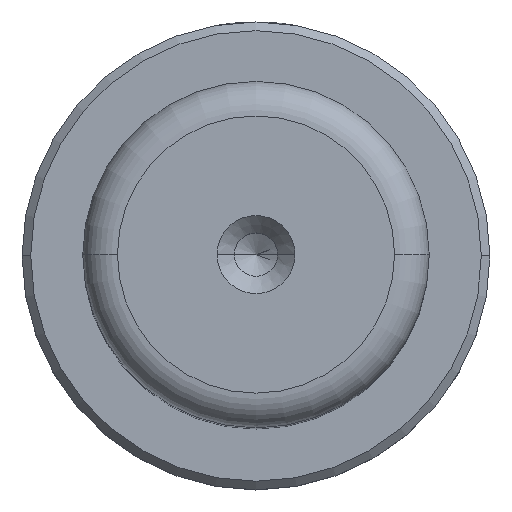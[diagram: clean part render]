
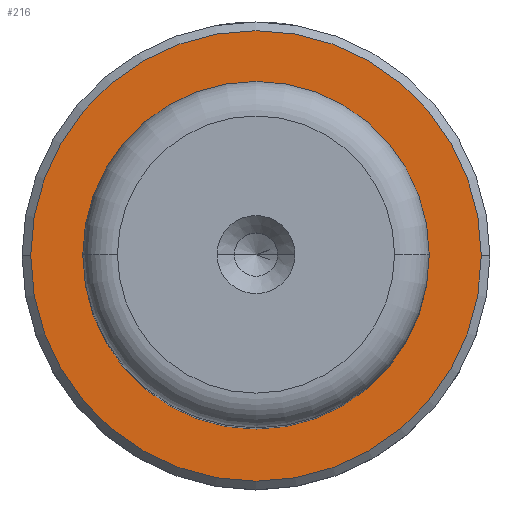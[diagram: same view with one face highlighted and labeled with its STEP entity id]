
A CAD part, top view. The second image highlights one B-rep face of the part: STEP entity #216.
In plain terms, the highlighted planar face has unit normal (0, 0, 1).
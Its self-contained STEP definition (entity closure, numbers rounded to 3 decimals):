
#162 = DIRECTION ( 'NONE',  ( 0., 0., -1. ) ) ;
#163 = VERTEX_POINT ( 'NONE', #859 ) ;
#216 = ADVANCED_FACE ( 'NONE', ( #471, #861 ), #1879, .T. ) ;
#279 = ORIENTED_EDGE ( 'NONE', *, *, #1920, .T. ) ;
#386 = CARTESIAN_POINT ( 'NONE',  ( 9.495, 0., 18. ) ) ;
#445 = EDGE_LOOP ( 'NONE', ( #762, #279 ) ) ;
#471 = FACE_OUTER_BOUND ( 'NONE', #1487, .T. ) ;
#611 = AXIS2_PLACEMENT_3D ( 'NONE', #1763, #796, #1922 ) ;
#630 = DIRECTION ( 'NONE',  ( 0., 0., 1. ) ) ;
#697 = DIRECTION ( 'NONE',  ( 0., 0., -1. ) ) ;
#754 = AXIS2_PLACEMENT_3D ( 'NONE', #1581, #630, #1755 ) ;
#762 = ORIENTED_EDGE ( 'NONE', *, *, #1089, .T. ) ;
#796 = DIRECTION ( 'NONE',  ( 0., 0., 1. ) ) ;
#846 = EDGE_CURVE ( 'NONE', #163, #1899, #2064, .T. ) ;
#859 = CARTESIAN_POINT ( 'NONE',  ( 13., 0., 18. ) ) ;
#861 = FACE_BOUND ( 'NONE', #445, .T. ) ;
#903 = DIRECTION ( 'NONE',  ( 0., 0., 1. ) ) ;
#1037 = AXIS2_PLACEMENT_3D ( 'NONE', #1103, #162, #1261 ) ;
#1055 = EDGE_CURVE ( 'NONE', #1899, #163, #1079, .T. ) ;
#1079 = CIRCLE ( 'NONE', #611, 13. ) ;
#1089 = EDGE_CURVE ( 'NONE', #1572, #1804, #1905, .T. ) ;
#1091 = CIRCLE ( 'NONE', #1223, 9.495 ) ;
#1103 = CARTESIAN_POINT ( 'NONE',  ( 0., 0., 18. ) ) ;
#1223 = AXIS2_PLACEMENT_3D ( 'NONE', #1663, #697, #1823 ) ;
#1261 = DIRECTION ( 'NONE',  ( -1., 0., 0. ) ) ;
#1487 = EDGE_LOOP ( 'NONE', ( #1965, #1951 ) ) ;
#1572 = VERTEX_POINT ( 'NONE', #1659 ) ;
#1581 = CARTESIAN_POINT ( 'NONE',  ( 0., 0., 18. ) ) ;
#1659 = CARTESIAN_POINT ( 'NONE',  ( -9.495, 0., 18. ) ) ;
#1663 = CARTESIAN_POINT ( 'NONE',  ( 0., 0., 18. ) ) ;
#1715 = CARTESIAN_POINT ( 'NONE',  ( 0., 0., 18. ) ) ;
#1755 = DIRECTION ( 'NONE',  ( 1., 0., 0. ) ) ;
#1763 = CARTESIAN_POINT ( 'NONE',  ( 0., 0., 18. ) ) ;
#1804 = VERTEX_POINT ( 'NONE', #386 ) ;
#1823 = DIRECTION ( 'NONE',  ( -1., 0., 0. ) ) ;
#1825 = AXIS2_PLACEMENT_3D ( 'NONE', #1715, #903, #2034 ) ;
#1879 = PLANE ( 'NONE',  #1825 ) ;
#1899 = VERTEX_POINT ( 'NONE', #1973 ) ;
#1905 = CIRCLE ( 'NONE', #1037, 9.495 ) ;
#1920 = EDGE_CURVE ( 'NONE', #1804, #1572, #1091, .T. ) ;
#1922 = DIRECTION ( 'NONE',  ( 1., 0., 0. ) ) ;
#1951 = ORIENTED_EDGE ( 'NONE', *, *, #846, .T. ) ;
#1965 = ORIENTED_EDGE ( 'NONE', *, *, #1055, .T. ) ;
#1973 = CARTESIAN_POINT ( 'NONE',  ( -13., 0., 18. ) ) ;
#2034 = DIRECTION ( 'NONE',  ( 1., 0., 0. ) ) ;
#2064 = CIRCLE ( 'NONE', #754, 13. ) ;
